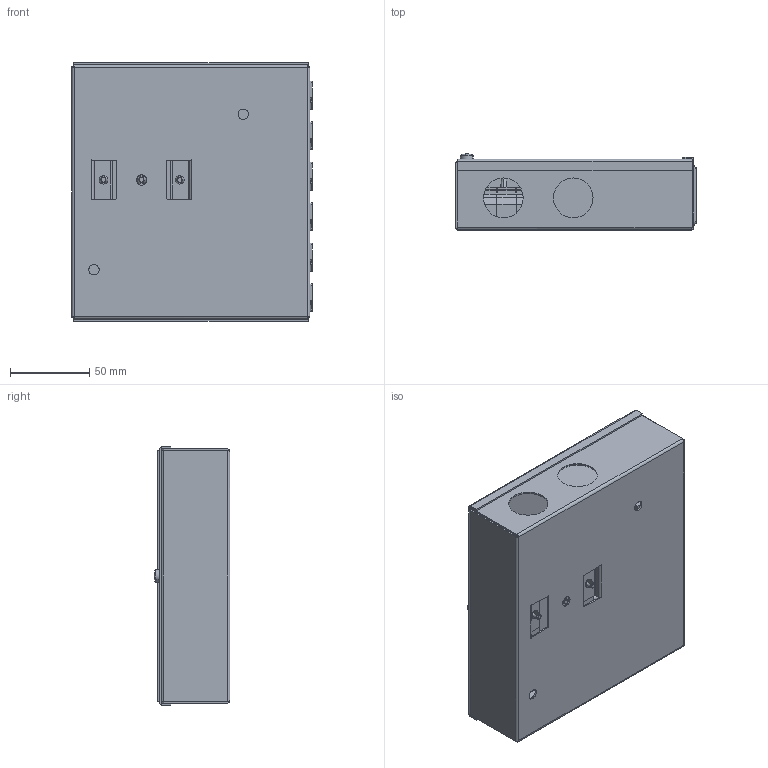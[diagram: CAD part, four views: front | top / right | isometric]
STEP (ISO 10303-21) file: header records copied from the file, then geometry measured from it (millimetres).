
FILE_DESCRIPTION (( 'STEP AP214' ), '1' );
FILE_NAME ('6107980.STEP', '2020-03-13T13:19:14', ( '' ), ( '' ), 'SwSTEP 2.0', 'SolidWorks 2018', '' );
FILE_SCHEMA (( 'AUTOMOTIVE_DESIGN' ));
Length unit declared in the file: millimetre
Products named in the file (21): 42439GH_Br…ke Erde; 43829_43829A; P_0000012821_1_Standard; 6107980; 42439GH_98ø; P_42439JG_1_UVS Standard PE-Anschluss; 35104466_Standard; 43828_43828A; P_42439JG_1_UVS Standard PE-Anschluss_3; 42439GH_82ø; 42439GH_Br…ke N; P_0000012821_1_L2; P_42439JG_1_UVS Standard PE-Anschluss_2; 42439GH_90ø; P_39440524_1_Standard; P_07700703_1_schwarz; P_0000012821_1_N; P_0000012821_1_L3; P_39440524_2_mit Pin; P_39440524_2_ohne Pin
Assembly tree (36 placements, depth 3):
  6107980
    43828_43828A
    43829_43829A
    35104466_Standard
    P_39440524_1_Standard
      P_39440524_2_mit Pin  x3
      P_39440524_2_ohne Pin  x2
    P_07700703_1_schwarz  x6
    42439GH_82ø
    42439GH_90ø
    42439GH_98ø
    42439GH_Br…ke Erde  x5
    42439GH_Br…ke N  x5
    P_42439JG_1_UVS Standard PE-Anschluss
      P_42439JG_1_UVS Standard PE-Anschluss_2
      P_42439JG_1_UVS Standard PE-Anschluss
      P_42439JG_1_UVS Standard PE-Anschluss_3
    P_0000012821_1_Standard
    P_0000012821_1_L2
    P_0000012821_1_L3
    P_0000012821_1_N
Bounding box: 151.5 x 47.78 x 162.5 mm (x, y, z)
Volume: 214561.5 mm3; surface area: 218582.8 mm2
Topology: 34 solids, 34 shells, 1587 faces, 4261 edges, 2727 vertices
Faces by surface type: plane 1006, cylinder 400, bspline 159, cone 22
Entity records: 30770 total; most frequent: CARTESIAN_POINT 6631, ORIENTED_EDGE 3382, DIRECTION 3246, EDGE_CURVE 1691, LINE 1104, VECTOR 1104, AXIS2_PLACEMENT_3D 1071, VERTEX_POINT 1059
